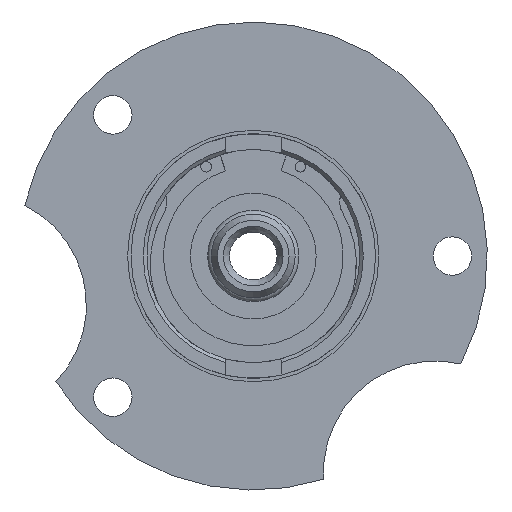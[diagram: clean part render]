
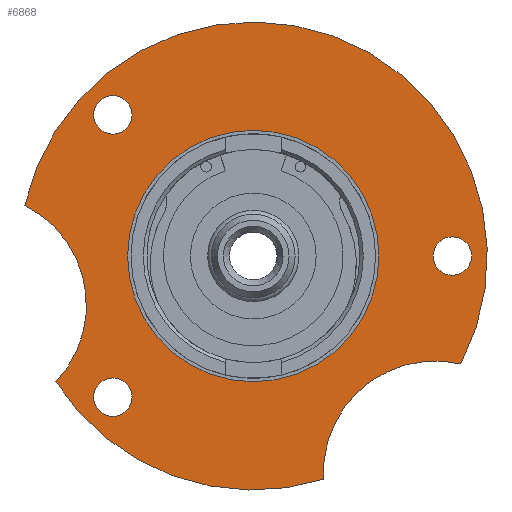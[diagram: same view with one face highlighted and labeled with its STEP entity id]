
A CAD part, left-side view. The second image highlights one B-rep face of the part: STEP entity #6868.
In plain terms, the highlighted planar face has unit normal (-1, 0, 0).
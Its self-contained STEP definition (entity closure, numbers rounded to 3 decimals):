
#1044=FACE_BOUND('',#2180,.T.);
#1045=FACE_BOUND('',#2181,.T.);
#1046=FACE_BOUND('',#2182,.T.);
#1047=FACE_BOUND('',#2183,.T.);
#1157=PLANE('',#7343);
#1770=FACE_OUTER_BOUND('',#2179,.T.);
#2179=EDGE_LOOP('',(#5767,#5768,#5769,#5770));
#2180=EDGE_LOOP('',(#5771,#5772));
#2181=EDGE_LOOP('',(#5773,#5774));
#2182=EDGE_LOOP('',(#5775,#5776));
#2183=EDGE_LOOP('',(#5777,#5778));
#2498=CIRCLE('',#7342,33.5);
#2499=CIRCLE('',#7344,16.);
#2500=CIRCLE('',#7345,16.);
#2501=CIRCLE('',#7346,33.5);
#2502=CIRCLE('',#7347,2.75);
#2503=CIRCLE('',#7348,2.75);
#2504=CIRCLE('',#7349,2.75);
#2505=CIRCLE('',#7350,2.75);
#2506=CIRCLE('',#7351,2.75);
#2507=CIRCLE('',#7352,2.75);
#2508=CIRCLE('',#7353,17.996);
#2509=CIRCLE('',#7354,17.996);
#3154=VERTEX_POINT('',#40421);
#3157=VERTEX_POINT('',#40426);
#3158=VERTEX_POINT('',#40430);
#3159=VERTEX_POINT('',#40432);
#3160=VERTEX_POINT('',#40435);
#3161=VERTEX_POINT('',#40436);
#3162=VERTEX_POINT('',#40439);
#3163=VERTEX_POINT('',#40440);
#3164=VERTEX_POINT('',#40443);
#3165=VERTEX_POINT('',#40444);
#3166=VERTEX_POINT('',#40447);
#3167=VERTEX_POINT('',#40448);
#4075=EDGE_CURVE('',#3157,#3154,#2498,.T.);
#4076=EDGE_CURVE('',#3158,#3154,#2499,.T.);
#4077=EDGE_CURVE('',#3157,#3159,#2500,.T.);
#4078=EDGE_CURVE('',#3158,#3159,#2501,.T.);
#4079=EDGE_CURVE('',#3160,#3161,#2502,.T.);
#4080=EDGE_CURVE('',#3161,#3160,#2503,.T.);
#4081=EDGE_CURVE('',#3162,#3163,#2504,.T.);
#4082=EDGE_CURVE('',#3163,#3162,#2505,.T.);
#4083=EDGE_CURVE('',#3164,#3165,#2506,.T.);
#4084=EDGE_CURVE('',#3165,#3164,#2507,.T.);
#4085=EDGE_CURVE('',#3166,#3167,#2508,.T.);
#4086=EDGE_CURVE('',#3167,#3166,#2509,.T.);
#5767=ORIENTED_EDGE('',*,*,#4076,.T.);
#5768=ORIENTED_EDGE('',*,*,#4075,.F.);
#5769=ORIENTED_EDGE('',*,*,#4077,.T.);
#5770=ORIENTED_EDGE('',*,*,#4078,.F.);
#5771=ORIENTED_EDGE('',*,*,#4079,.T.);
#5772=ORIENTED_EDGE('',*,*,#4080,.T.);
#5773=ORIENTED_EDGE('',*,*,#4081,.T.);
#5774=ORIENTED_EDGE('',*,*,#4082,.T.);
#5775=ORIENTED_EDGE('',*,*,#4083,.T.);
#5776=ORIENTED_EDGE('',*,*,#4084,.T.);
#5777=ORIENTED_EDGE('',*,*,#4085,.T.);
#5778=ORIENTED_EDGE('',*,*,#4086,.T.);
#6868=ADVANCED_FACE('',(#1770,#1044,#1045,#1046,#1047),#1157,.T.);
#7342=AXIS2_PLACEMENT_3D('',#40428,#8580,#8581);
#7343=AXIS2_PLACEMENT_3D('',#40429,#8582,#8583);
#7344=AXIS2_PLACEMENT_3D('',#40431,#8584,#8585);
#7345=AXIS2_PLACEMENT_3D('',#40433,#8586,#8587);
#7346=AXIS2_PLACEMENT_3D('',#40434,#8588,#8589);
#7347=AXIS2_PLACEMENT_3D('',#40437,#8590,#8591);
#7348=AXIS2_PLACEMENT_3D('',#40438,#8592,#8593);
#7349=AXIS2_PLACEMENT_3D('',#40441,#8594,#8595);
#7350=AXIS2_PLACEMENT_3D('',#40442,#8596,#8597);
#7351=AXIS2_PLACEMENT_3D('',#40445,#8598,#8599);
#7352=AXIS2_PLACEMENT_3D('',#40446,#8600,#8601);
#7353=AXIS2_PLACEMENT_3D('',#40449,#8602,#8603);
#7354=AXIS2_PLACEMENT_3D('',#40450,#8604,#8605);
#8580=DIRECTION('center_axis',(1.,0.,0.));
#8581=DIRECTION('ref_axis',(0.,1.,0.));
#8582=DIRECTION('center_axis',(-1.,0.,0.));
#8583=DIRECTION('ref_axis',(0.,0.,1.));
#8584=DIRECTION('center_axis',(1.,0.,0.));
#8585=DIRECTION('ref_axis',(0.,0.866,-0.5));
#8586=DIRECTION('center_axis',(1.,0.,0.));
#8587=DIRECTION('ref_axis',(0.,0.,1.));
#8588=DIRECTION('center_axis',(1.,0.,0.));
#8589=DIRECTION('ref_axis',(0.,1.,0.));
#8590=DIRECTION('center_axis',(1.,0.,0.));
#8591=DIRECTION('ref_axis',(0.,0.,1.));
#8592=DIRECTION('center_axis',(1.,0.,0.));
#8593=DIRECTION('ref_axis',(0.,0.,1.));
#8594=DIRECTION('center_axis',(1.,0.,0.));
#8595=DIRECTION('ref_axis',(0.,0.,1.));
#8596=DIRECTION('center_axis',(1.,0.,0.));
#8597=DIRECTION('ref_axis',(0.,0.,1.));
#8598=DIRECTION('center_axis',(1.,0.,0.));
#8599=DIRECTION('ref_axis',(0.,0.,1.));
#8600=DIRECTION('center_axis',(1.,0.,0.));
#8601=DIRECTION('ref_axis',(0.,0.,1.));
#8602=DIRECTION('center_axis',(1.,0.,0.));
#8603=DIRECTION('ref_axis',(0.,1.,0.));
#8604=DIRECTION('center_axis',(1.,0.,0.));
#8605=DIRECTION('ref_axis',(0.,1.,0.));
#40421=CARTESIAN_POINT('',(9.,-29.722,-15.456));
#40426=CARTESIAN_POINT('',(9.,32.703,7.265));
#40428=CARTESIAN_POINT('Origin',(9.,0.,0.));
#40429=CARTESIAN_POINT('Origin',(9.,25.748,0.));
#40430=CARTESIAN_POINT('',(9.,-10.06,-31.954));
#40431=CARTESIAN_POINT('Origin',(9.,-26.033,-31.025));
#40432=CARTESIAN_POINT('',(9.,28.246,-18.012));
#40433=CARTESIAN_POINT('Origin',(9.,39.885,-7.033));
#40434=CARTESIAN_POINT('Origin',(9.,0.,0.));
#40435=CARTESIAN_POINT('',(9.,20.105,22.95));
#40436=CARTESIAN_POINT('',(9.,20.105,17.45));
#40437=CARTESIAN_POINT('Origin',(9.,20.105,20.2));
#40438=CARTESIAN_POINT('Origin',(9.,20.105,20.2));
#40439=CARTESIAN_POINT('',(9.,20.105,-17.45));
#40440=CARTESIAN_POINT('',(9.,20.105,-22.95));
#40441=CARTESIAN_POINT('Origin',(9.,20.105,-20.2));
#40442=CARTESIAN_POINT('Origin',(9.,20.105,-20.2));
#40443=CARTESIAN_POINT('',(9.,-28.5,2.75));
#40444=CARTESIAN_POINT('',(9.,-28.5,-2.75));
#40445=CARTESIAN_POINT('Origin',(9.,-28.5,0.));
#40446=CARTESIAN_POINT('Origin',(9.,-28.5,0.));
#40447=CARTESIAN_POINT('',(9.,17.996,0.));
#40448=CARTESIAN_POINT('',(9.,-17.996,0.));
#40449=CARTESIAN_POINT('Origin',(9.,0.,0.));
#40450=CARTESIAN_POINT('Origin',(9.,0.,0.));
